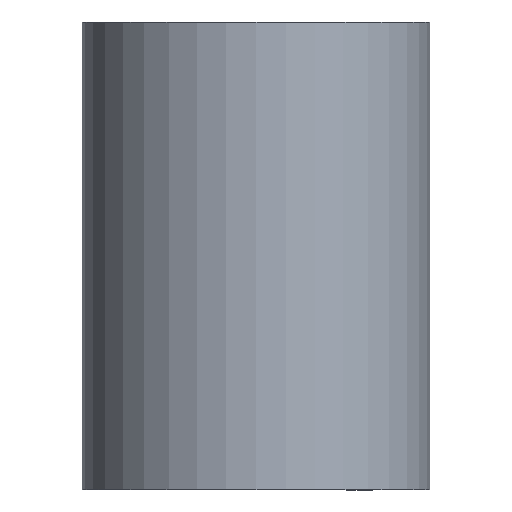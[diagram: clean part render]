
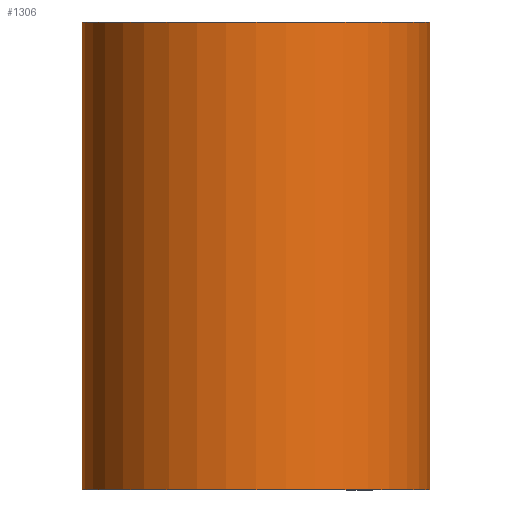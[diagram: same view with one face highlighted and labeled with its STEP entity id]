
A CAD part, front view. The second image highlights one B-rep face of the part: STEP entity #1306.
In plain terms, the highlighted cylindrical face has radius 13 mm (diameter 26 mm), a partial arc.
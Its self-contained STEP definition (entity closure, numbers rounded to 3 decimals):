
#169 = EDGE_CURVE ( 'NONE', #554, #1359, #2108, .T. ) ;
#218 = ORIENTED_EDGE ( 'NONE', *, *, #1838, .T. ) ;
#289 = CARTESIAN_POINT ( 'NONE',  ( 0., 0., -35. ) ) ;
#321 = DIRECTION ( 'NONE',  ( 0., 0., 1. ) ) ;
#554 = VERTEX_POINT ( 'NONE', #4481 ) ;
#555 = CARTESIAN_POINT ( 'NONE',  ( 13., 0., 0. ) ) ;
#754 = VECTOR ( 'NONE', #3609, 1000. ) ;
#775 = ORIENTED_EDGE ( 'NONE', *, *, #169, .F. ) ;
#1268 = ORIENTED_EDGE ( 'NONE', *, *, #1734, .F. ) ;
#1306 = ADVANCED_FACE ( 'NONE', ( #4152 ), #3485, .T. ) ;
#1307 = DIRECTION ( 'NONE',  ( 1., 0., 0. ) ) ;
#1342 = DIRECTION ( 'NONE',  ( 0., 0., 1. ) ) ;
#1349 = CIRCLE ( 'NONE', #1653, 13. ) ;
#1359 = VERTEX_POINT ( 'NONE', #1396 ) ;
#1396 = CARTESIAN_POINT ( 'NONE',  ( -13., 0., 0. ) ) ;
#1653 = AXIS2_PLACEMENT_3D ( 'NONE', #289, #3089, #1307 ) ;
#1731 = DIRECTION ( 'NONE',  ( 0., 0., 1. ) ) ;
#1734 = EDGE_CURVE ( 'NONE', #1359, #4130, #2236, .T. ) ;
#1838 = EDGE_CURVE ( 'NONE', #554, #3360, #1349, .T. ) ;
#2108 = LINE ( 'NONE', #2825, #754 ) ;
#2236 = CIRCLE ( 'NONE', #2833, 13. ) ;
#2377 = CARTESIAN_POINT ( 'NONE',  ( 13., 0., -35. ) ) ;
#2426 = EDGE_LOOP ( 'NONE', ( #1268, #775, #218, #2989 ) ) ;
#2441 = CARTESIAN_POINT ( 'NONE',  ( 0., 0., -35. ) ) ;
#2458 = AXIS2_PLACEMENT_3D ( 'NONE', #2441, #321, #3439 ) ;
#2726 = CARTESIAN_POINT ( 'NONE',  ( 0., 0., 0. ) ) ;
#2825 = CARTESIAN_POINT ( 'NONE',  ( -13., 0., -35. ) ) ;
#2826 = CARTESIAN_POINT ( 'NONE',  ( 13., 0., -35. ) ) ;
#2833 = AXIS2_PLACEMENT_3D ( 'NONE', #2726, #1342, #4165 ) ;
#2989 = ORIENTED_EDGE ( 'NONE', *, *, #3563, .T. ) ;
#3089 = DIRECTION ( 'NONE',  ( 0., 0., 1. ) ) ;
#3116 = LINE ( 'NONE', #2377, #3209 ) ;
#3209 = VECTOR ( 'NONE', #1731, 1000. ) ;
#3360 = VERTEX_POINT ( 'NONE', #2826 ) ;
#3439 = DIRECTION ( 'NONE',  ( 1., 0., 0. ) ) ;
#3485 = CYLINDRICAL_SURFACE ( 'NONE', #2458, 13. ) ;
#3563 = EDGE_CURVE ( 'NONE', #3360, #4130, #3116, .T. ) ;
#3609 = DIRECTION ( 'NONE',  ( 0., 0., 1. ) ) ;
#4130 = VERTEX_POINT ( 'NONE', #555 ) ;
#4152 = FACE_OUTER_BOUND ( 'NONE', #2426, .T. ) ;
#4165 = DIRECTION ( 'NONE',  ( 1., 0., 0. ) ) ;
#4481 = CARTESIAN_POINT ( 'NONE',  ( -13., 0., -35. ) ) ;
